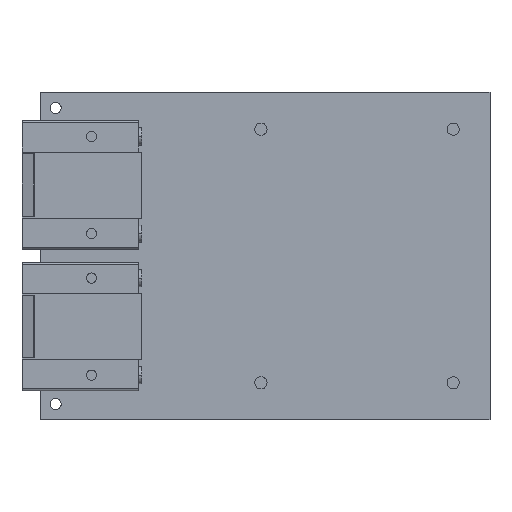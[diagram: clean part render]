
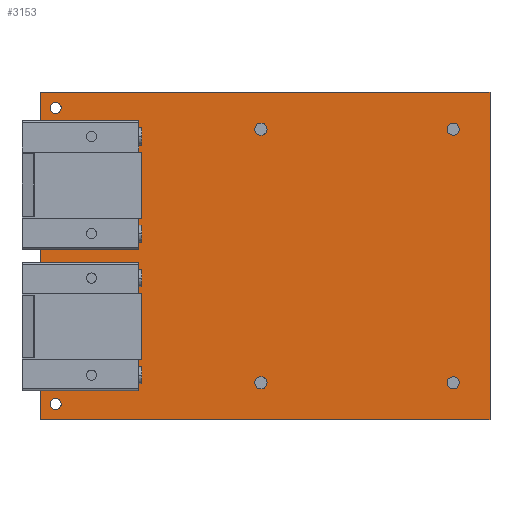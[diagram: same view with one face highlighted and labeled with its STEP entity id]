
A CAD part, top view. The second image highlights one B-rep face of the part: STEP entity #3153.
In plain terms, the highlighted planar face has unit normal (0, 0, 1).
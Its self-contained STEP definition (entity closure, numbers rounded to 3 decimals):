
#1171=CIRCLE($,#2627,1.6);
#1172=CIRCLE($,#2628,1.6);
#1175=CIRCLE($,#2633,1.6);
#1176=CIRCLE($,#2634,1.6);
#1179=CIRCLE($,#2639,1.6);
#1180=CIRCLE($,#2640,1.6);
#1183=CIRCLE($,#2645,1.6);
#1184=CIRCLE($,#2646,1.6);
#1187=CIRCLE($,#2651,1.35);
#1188=CIRCLE($,#2652,1.35);
#1191=CIRCLE($,#2657,1.35);
#1192=CIRCLE($,#2658,1.35);
#2063=FACE_OUTER_BOUND($,#2324,.F.);
#2069=FACE_OUTER_BOUND($,#2330,.T.);
#2075=FACE_OUTER_BOUND($,#2336,.T.);
#2081=FACE_OUTER_BOUND($,#2342,.T.);
#2085=FACE_OUTER_BOUND($,#2346,.T.);
#2089=FACE_OUTER_BOUND($,#2350,.T.);
#2093=FACE_OUTER_BOUND($,#2354,.T.);
#2097=FACE_OUTER_BOUND($,#2358,.T.);
#2101=FACE_OUTER_BOUND($,#2362,.T.);
#2324=EDGE_LOOP($,(#3398,#3399,#3400,#3401));
#2330=EDGE_LOOP($,(#3422,#3423,#3424,#3425));
#2336=EDGE_LOOP($,(#3446,#3447,#3448,#3449));
#2342=EDGE_LOOP($,(#3470,#3471));
#2346=EDGE_LOOP($,(#3482,#3483));
#2350=EDGE_LOOP($,(#3494,#3495));
#2354=EDGE_LOOP($,(#3506,#3507));
#2358=EDGE_LOOP($,(#3518,#3519));
#2362=EDGE_LOOP($,(#3530,#3531));
#2613=AXIS2_PLACEMENT_3D($,#7810,#6765,$);
#2627=AXIS2_PLACEMENT_3D($,#7842,#6765,$);
#2628=AXIS2_PLACEMENT_3D($,#7843,#6765,$);
#2633=AXIS2_PLACEMENT_3D($,#7854,#6765,$);
#2634=AXIS2_PLACEMENT_3D($,#7855,#6765,$);
#2639=AXIS2_PLACEMENT_3D($,#7866,#6765,$);
#2640=AXIS2_PLACEMENT_3D($,#7867,#6765,$);
#2645=AXIS2_PLACEMENT_3D($,#7878,#6765,$);
#2646=AXIS2_PLACEMENT_3D($,#7879,#6765,$);
#2651=AXIS2_PLACEMENT_3D($,#7890,#6765,$);
#2652=AXIS2_PLACEMENT_3D($,#7891,#6765,$);
#2657=AXIS2_PLACEMENT_3D($,#7902,#6765,$);
#2658=AXIS2_PLACEMENT_3D($,#7903,#6765,$);
#2976=PLANE($,#2613);
#3153=ADVANCED_FACE($,(#2063,#2069,#2075,#2081,#2085,#2089,#2093,#2097,
#2101),#2976,.T.);
#3398=ORIENTED_EDGE($,*,*,#4628,.T.);
#3399=ORIENTED_EDGE($,*,*,#4629,.T.);
#3400=ORIENTED_EDGE($,*,*,#4630,.T.);
#3401=ORIENTED_EDGE($,*,*,#4631,.T.);
#3422=ORIENTED_EDGE($,*,*,#4641,.T.);
#3423=ORIENTED_EDGE($,*,*,#4642,.T.);
#3424=ORIENTED_EDGE($,*,*,#4643,.T.);
#3425=ORIENTED_EDGE($,*,*,#4644,.T.);
#3446=ORIENTED_EDGE($,*,*,#4654,.T.);
#3447=ORIENTED_EDGE($,*,*,#4655,.T.);
#3448=ORIENTED_EDGE($,*,*,#4656,.T.);
#3449=ORIENTED_EDGE($,*,*,#4657,.T.);
#3470=ORIENTED_EDGE($,*,*,#4667,.T.);
#3471=ORIENTED_EDGE($,*,*,#4668,.T.);
#3482=ORIENTED_EDGE($,*,*,#4674,.T.);
#3483=ORIENTED_EDGE($,*,*,#4675,.T.);
#3494=ORIENTED_EDGE($,*,*,#4681,.T.);
#3495=ORIENTED_EDGE($,*,*,#4682,.T.);
#3506=ORIENTED_EDGE($,*,*,#4688,.T.);
#3507=ORIENTED_EDGE($,*,*,#4689,.T.);
#3518=ORIENTED_EDGE($,*,*,#4695,.T.);
#3519=ORIENTED_EDGE($,*,*,#4696,.T.);
#3530=ORIENTED_EDGE($,*,*,#4702,.T.);
#3531=ORIENTED_EDGE($,*,*,#4703,.T.);
#4628=EDGE_CURVE($,#6232,#6233,#5744,.T.);
#4629=EDGE_CURVE($,#6233,#6234,#5745,.T.);
#4630=EDGE_CURVE($,#6234,#6235,#5746,.T.);
#4631=EDGE_CURVE($,#6235,#6232,#5747,.T.);
#4641=EDGE_CURVE($,#6242,#6243,#5757,.T.);
#4642=EDGE_CURVE($,#6243,#6244,#5758,.T.);
#4643=EDGE_CURVE($,#6244,#6245,#5759,.T.);
#4644=EDGE_CURVE($,#6245,#6242,#5760,.T.);
#4654=EDGE_CURVE($,#6252,#6253,#5770,.T.);
#4655=EDGE_CURVE($,#6253,#6254,#5771,.T.);
#4656=EDGE_CURVE($,#6254,#6255,#5772,.T.);
#4657=EDGE_CURVE($,#6255,#6252,#5773,.T.);
#4667=EDGE_CURVE($,#6262,#6263,#1171,.F.);
#4668=EDGE_CURVE($,#6263,#6262,#1172,.F.);
#4674=EDGE_CURVE($,#6268,#6269,#1175,.F.);
#4675=EDGE_CURVE($,#6269,#6268,#1176,.F.);
#4681=EDGE_CURVE($,#6274,#6275,#1179,.F.);
#4682=EDGE_CURVE($,#6275,#6274,#1180,.F.);
#4688=EDGE_CURVE($,#6280,#6281,#1183,.F.);
#4689=EDGE_CURVE($,#6281,#6280,#1184,.F.);
#4695=EDGE_CURVE($,#6286,#6287,#1187,.F.);
#4696=EDGE_CURVE($,#6287,#6286,#1188,.F.);
#4702=EDGE_CURVE($,#6292,#6293,#1191,.F.);
#4703=EDGE_CURVE($,#6293,#6292,#1192,.F.);
#5256=VECTOR($,#6768,80.);
#5257=VECTOR($,#6769,110.);
#5258=VECTOR($,#6770,80.);
#5259=VECTOR($,#6771,110.);
#5269=VECTOR($,#6785,80.);
#5270=VECTOR($,#6786,110.);
#5271=VECTOR($,#6787,80.);
#5272=VECTOR($,#6788,110.);
#5282=VECTOR($,#6802,80.);
#5283=VECTOR($,#6803,110.);
#5284=VECTOR($,#6804,80.);
#5285=VECTOR($,#6805,110.);
#5744=LINE($,#7809,#5256);
#5745=LINE($,#7810,#5257);
#5746=LINE($,#7811,#5258);
#5747=LINE($,#7812,#5259);
#5757=LINE($,#7819,#5269);
#5758=LINE($,#7820,#5270);
#5759=LINE($,#7821,#5271);
#5760=LINE($,#7822,#5272);
#5770=LINE($,#7829,#5282);
#5771=LINE($,#7830,#5283);
#5772=LINE($,#7831,#5284);
#5773=LINE($,#7832,#5285);
#6232=VERTEX_POINT($,#7809);
#6233=VERTEX_POINT($,#7810);
#6234=VERTEX_POINT($,#7811);
#6235=VERTEX_POINT($,#7812);
#6242=VERTEX_POINT($,#7819);
#6243=VERTEX_POINT($,#7820);
#6244=VERTEX_POINT($,#7821);
#6245=VERTEX_POINT($,#7822);
#6252=VERTEX_POINT($,#7829);
#6253=VERTEX_POINT($,#7830);
#6254=VERTEX_POINT($,#7831);
#6255=VERTEX_POINT($,#7832);
#6262=VERTEX_POINT($,#7839);
#6263=VERTEX_POINT($,#7840);
#6268=VERTEX_POINT($,#7851);
#6269=VERTEX_POINT($,#7852);
#6274=VERTEX_POINT($,#7863);
#6275=VERTEX_POINT($,#7864);
#6280=VERTEX_POINT($,#7875);
#6281=VERTEX_POINT($,#7876);
#6286=VERTEX_POINT($,#7887);
#6287=VERTEX_POINT($,#7888);
#6292=VERTEX_POINT($,#7899);
#6293=VERTEX_POINT($,#7900);
#6765=DIRECTION($,(0.,0.,1.));
#6768=DIRECTION($,(0.,1.,0.));
#6769=DIRECTION($,(1.,0.,0.));
#6770=DIRECTION($,(0.,-1.,0.));
#6771=DIRECTION($,(-1.,0.,0.));
#6785=DIRECTION($,(0.,1.,0.));
#6786=DIRECTION($,(1.,0.,0.));
#6787=DIRECTION($,(0.,-1.,0.));
#6788=DIRECTION($,(-1.,0.,0.));
#6802=DIRECTION($,(0.,1.,0.));
#6803=DIRECTION($,(1.,0.,0.));
#6804=DIRECTION($,(0.,-1.,0.));
#6805=DIRECTION($,(-1.,0.,0.));
#7809=CARTESIAN_POINT('',(0.,-40.,0.));
#7810=CARTESIAN_POINT('',(0.,40.,0.));
#7811=CARTESIAN_POINT('',(110.,40.,0.));
#7812=CARTESIAN_POINT('',(110.,-40.,0.));
#7819=CARTESIAN_POINT('',(0.,-40.,0.));
#7820=CARTESIAN_POINT('',(0.,40.,0.));
#7821=CARTESIAN_POINT('',(110.,40.,0.));
#7822=CARTESIAN_POINT('',(110.,-40.,0.));
#7829=CARTESIAN_POINT('',(0.,-40.,0.));
#7830=CARTESIAN_POINT('',(0.,40.,0.));
#7831=CARTESIAN_POINT('',(110.,40.,0.));
#7832=CARTESIAN_POINT('',(110.,-40.,0.));
#7839=CARTESIAN_POINT('',(14.3,-5.44,0.));
#7840=CARTESIAN_POINT('',(11.1,-5.44,0.));
#7842=CARTESIAN_POINT('',(12.7,-5.44,0.));
#7843=CARTESIAN_POINT('',(12.7,-5.44,0.));
#7851=CARTESIAN_POINT('',(14.3,-29.18,0.));
#7852=CARTESIAN_POINT('',(11.1,-29.18,0.));
#7854=CARTESIAN_POINT('',(12.7,-29.18,0.));
#7855=CARTESIAN_POINT('',(12.7,-29.18,0.));
#7863=CARTESIAN_POINT('',(14.3,29.18,0.));
#7864=CARTESIAN_POINT('',(11.1,29.18,0.));
#7866=CARTESIAN_POINT('',(12.7,29.18,0.));
#7867=CARTESIAN_POINT('',(12.7,29.18,0.));
#7875=CARTESIAN_POINT('',(14.3,5.44,0.));
#7876=CARTESIAN_POINT('',(11.1,5.44,0.));
#7878=CARTESIAN_POINT('',(12.7,5.44,0.));
#7879=CARTESIAN_POINT('',(12.7,5.44,0.));
#7887=CARTESIAN_POINT('',(5.15,-36.2,0.));
#7888=CARTESIAN_POINT('',(2.45,-36.2,0.));
#7890=CARTESIAN_POINT('',(3.8,-36.2,0.));
#7891=CARTESIAN_POINT('',(3.8,-36.2,0.));
#7899=CARTESIAN_POINT('',(5.15,36.2,0.));
#7900=CARTESIAN_POINT('',(2.45,36.2,0.));
#7902=CARTESIAN_POINT('',(3.8,36.2,0.));
#7903=CARTESIAN_POINT('',(3.8,36.2,0.));
